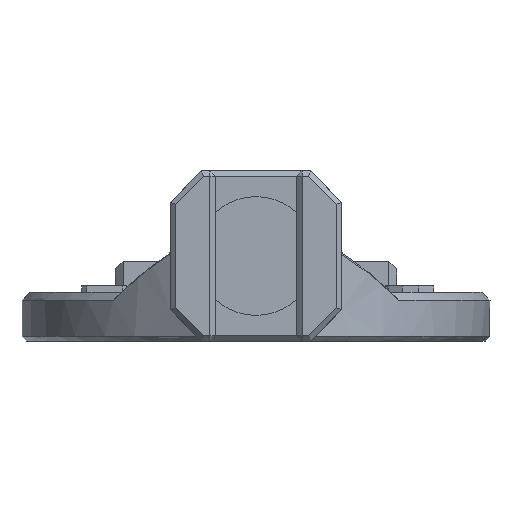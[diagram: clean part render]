
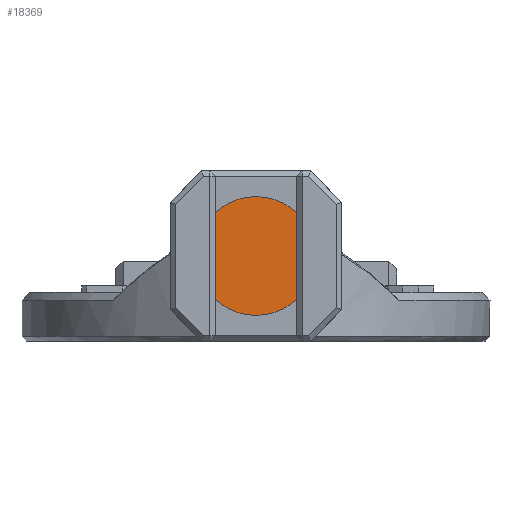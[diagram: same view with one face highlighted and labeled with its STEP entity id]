
A CAD part, left-side view. The second image highlights one B-rep face of the part: STEP entity #18369.
In plain terms, the highlighted planar face has unit normal (-1, 0, 0).
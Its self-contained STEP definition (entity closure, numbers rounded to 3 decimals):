
#17969 = VERTEX_POINT('',#17970);
#17970 = CARTESIAN_POINT('',(-24.,2.6,2.679));
#17976 = EDGE_CURVE('',#17977,#17969,#17979,.T.);
#17977 = VERTEX_POINT('',#17978);
#17978 = CARTESIAN_POINT('',(-24.,2.6,8.221));
#17979 = LINE('',#17980,#17981);
#17980 = CARTESIAN_POINT('',(-24.,2.6,8.221));
#17981 = VECTOR('',#17982,1.);
#17982 = DIRECTION('',(0.,0.,-1.));
#18075 = VERTEX_POINT('',#18076);
#18076 = CARTESIAN_POINT('',(-24.,-2.6,8.221));
#18082 = EDGE_CURVE('',#18075,#18083,#18085,.T.);
#18083 = VERTEX_POINT('',#18084);
#18084 = CARTESIAN_POINT('',(-24.,-2.6,2.679));
#18085 = LINE('',#18086,#18087);
#18086 = CARTESIAN_POINT('',(-24.,-2.6,8.221));
#18087 = VECTOR('',#18088,1.);
#18088 = DIRECTION('',(0.,0.,-1.));
#18335 = EDGE_CURVE('',#17969,#18336,#18338,.T.);
#18336 = VERTEX_POINT('',#18337);
#18337 = CARTESIAN_POINT('',(-24.,2.2,2.352));
#18338 = CIRCLE('',#18339,3.8);
#18339 = AXIS2_PLACEMENT_3D('',#18340,#18341,#18342);
#18340 = CARTESIAN_POINT('',(-24.,0.,5.45));
#18341 = DIRECTION('',(-1.,0.,0.));
#18342 = DIRECTION('',(0.,-1.,0.));
#18344 = EDGE_CURVE('',#18345,#18336,#18347,.T.);
#18345 = VERTEX_POINT('',#18346);
#18346 = CARTESIAN_POINT('',(-24.,-2.2,2.352));
#18347 = CIRCLE('',#18348,3.8);
#18348 = AXIS2_PLACEMENT_3D('',#18349,#18350,#18351);
#18349 = CARTESIAN_POINT('',(-24.,0.,5.45));
#18350 = DIRECTION('',(1.,0.,0.));
#18351 = DIRECTION('',(0.,-1.,0.));
#18353 = EDGE_CURVE('',#18345,#18083,#18354,.T.);
#18354 = CIRCLE('',#18355,3.8);
#18355 = AXIS2_PLACEMENT_3D('',#18356,#18357,#18358);
#18356 = CARTESIAN_POINT('',(-24.,0.,5.45));
#18357 = DIRECTION('',(-1.,0.,0.));
#18358 = DIRECTION('',(0.,-1.,0.));
#18369 = ADVANCED_FACE('',(#18370),#18402,.F.);
#18370 = FACE_BOUND('',#18371,.T.);
#18371 = EDGE_LOOP('',(#18372,#18381,#18382,#18383,#18384,#18385,#18386,
    #18395));
#18372 = ORIENTED_EDGE('',*,*,#18373,.T.);
#18373 = EDGE_CURVE('',#18374,#17977,#18376,.T.);
#18374 = VERTEX_POINT('',#18375);
#18375 = CARTESIAN_POINT('',(-24.,2.2,8.548));
#18376 = CIRCLE('',#18377,3.8);
#18377 = AXIS2_PLACEMENT_3D('',#18378,#18379,#18380);
#18378 = CARTESIAN_POINT('',(-24.,0.,5.45));
#18379 = DIRECTION('',(-1.,0.,0.));
#18380 = DIRECTION('',(0.,-1.,0.));
#18381 = ORIENTED_EDGE('',*,*,#17976,.T.);
#18382 = ORIENTED_EDGE('',*,*,#18335,.T.);
#18383 = ORIENTED_EDGE('',*,*,#18344,.F.);
#18384 = ORIENTED_EDGE('',*,*,#18353,.T.);
#18385 = ORIENTED_EDGE('',*,*,#18082,.F.);
#18386 = ORIENTED_EDGE('',*,*,#18387,.T.);
#18387 = EDGE_CURVE('',#18075,#18388,#18390,.T.);
#18388 = VERTEX_POINT('',#18389);
#18389 = CARTESIAN_POINT('',(-24.,-2.2,8.548));
#18390 = CIRCLE('',#18391,3.8);
#18391 = AXIS2_PLACEMENT_3D('',#18392,#18393,#18394);
#18392 = CARTESIAN_POINT('',(-24.,0.,5.45));
#18393 = DIRECTION('',(-1.,0.,0.));
#18394 = DIRECTION('',(0.,-1.,0.));
#18395 = ORIENTED_EDGE('',*,*,#18396,.F.);
#18396 = EDGE_CURVE('',#18374,#18388,#18397,.T.);
#18397 = CIRCLE('',#18398,3.8);
#18398 = AXIS2_PLACEMENT_3D('',#18399,#18400,#18401);
#18399 = CARTESIAN_POINT('',(-24.,0.,5.45));
#18400 = DIRECTION('',(1.,0.,0.));
#18401 = DIRECTION('',(0.,-1.,0.));
#18402 = PLANE('',#18403);
#18403 = AXIS2_PLACEMENT_3D('',#18404,#18405,#18406);
#18404 = CARTESIAN_POINT('',(-24.,0.,5.45));
#18405 = DIRECTION('',(1.,0.,0.));
#18406 = DIRECTION('',(0.,1.,0.));
